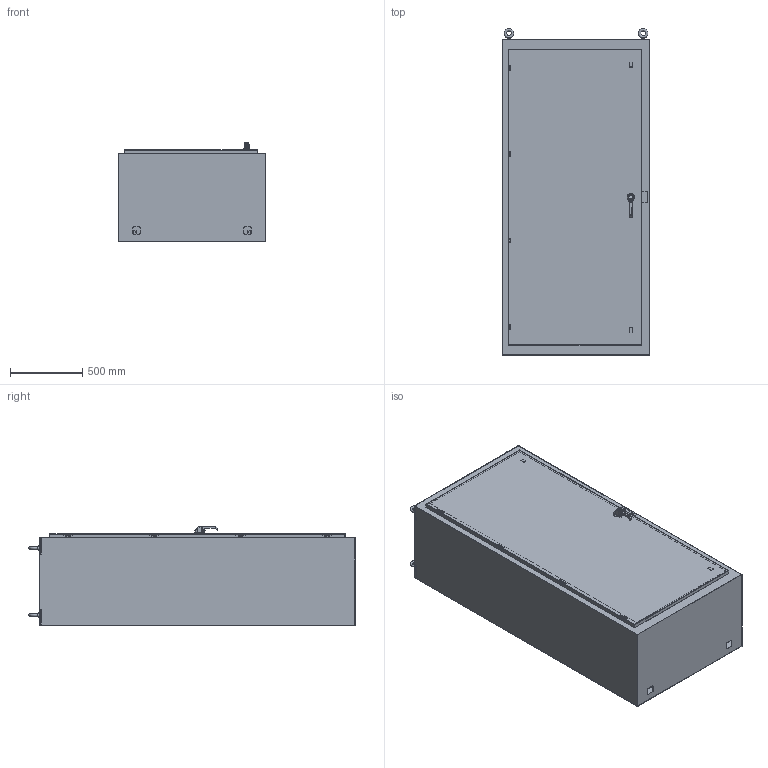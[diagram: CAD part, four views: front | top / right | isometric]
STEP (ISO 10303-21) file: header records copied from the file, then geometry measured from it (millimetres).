
FILE_DESCRIPTION (( 'STEP AP214' ), '1' );
FILE_NAME ('SCE-N86L4024.STEP', '2024-05-09T17:09:28', ( '' ), ( '' ), 'SwSTEP 2.0', 'SolidWorks 2023', '' );
FILE_SCHEMA (( 'AUTOMOTIVE_DESIGN' ));
Length unit declared in the file: inch
Products named in the file (1): SCE-N86L4024
Bounding box: 1022.35 x 2259.2 x 686.97 mm (x, y, z)
Volume: 22352419.4 mm3; surface area: 16649821.4 mm2
Topology: 30 solids, 34 shells, 4201 faces, 10652 edges, 6555 vertices
Faces by surface type: plane 1646, cylinder 1467, bspline 436, torus 428, cone 119, sphere 105
Full cylindrical faces by diameter (mm): 1.016 x4, 3.978 x4, 4.318 x20, 4.978 x16, 5.016 x2, 5.207 x8, 5.232 x8, 5.537 x4, 6.096 x8, 6.198 x8, 6.35 x8, 9.525 x10, 10.323 x8, 11.113 x12, 15.24 x4, 16 x1, 22 x1, 29.8 x4
Entity records: 187790 total; most frequent: CARTESIAN_POINT 91131, ORIENTED_EDGE 20566, DIRECTION 19129, EDGE_CURVE 10283, AXIS2_PLACEMENT_3D 7111, VERTEX_POINT 6445, VECTOR 4907, LINE 4907
